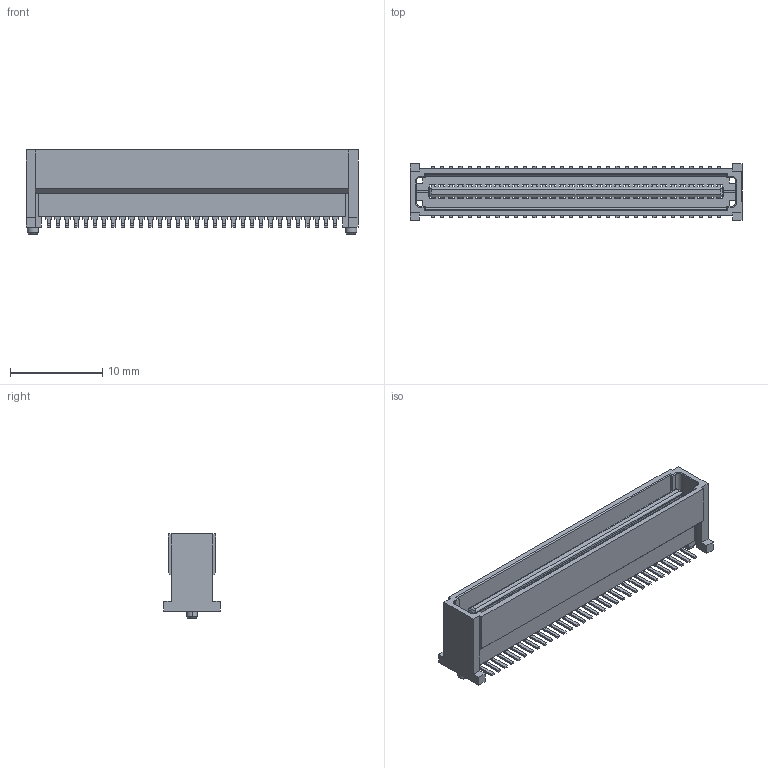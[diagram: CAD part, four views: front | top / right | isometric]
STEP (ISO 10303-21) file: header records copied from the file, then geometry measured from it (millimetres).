
FILE_DESCRIPTION((''),'2;1');
FILE_NAME('MOLEX_71436-2164.stp','2009-02-02T16:26:18',(''),(''),'Mechanical Desktop 2009','Mechanical Desktop 2009',', , ');
FILE_SCHEMA(('AUTOMOTIVE_DESIGN { 1 2 10303 214 1 1 1 1 }'));
Length unit declared in the file: millimetre
Products named in the file (1): Product
Bounding box: 35.9 x 6.1 x 9.1 mm (x, y, z)
Volume: 715 mm3; surface area: 2421.6 mm2
Topology: 1 solids, 1 shells, 1401 faces, 4436 edges, 2904 vertices
Faces by surface type: plane 1249, cylinder 144, cone 8
Entity records: 48447 total; most frequent: ORIENTED_EDGE 8872, CARTESIAN_POINT 8806, DIRECTION 7512, EDGE_CURVE 4436, VECTOR 4132, LINE 4132, VERTEX_POINT 2904, AXIS2_PLACEMENT_3D 1690
